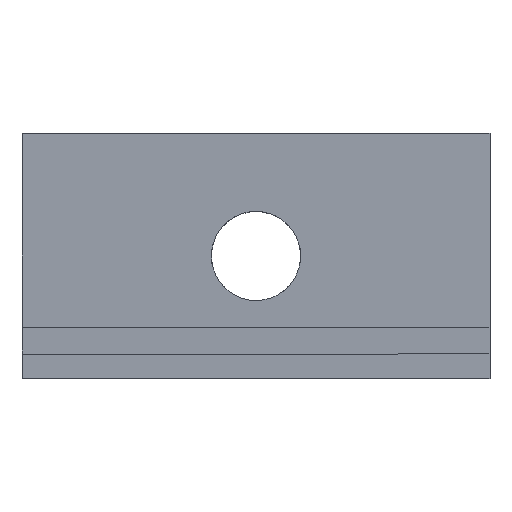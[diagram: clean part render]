
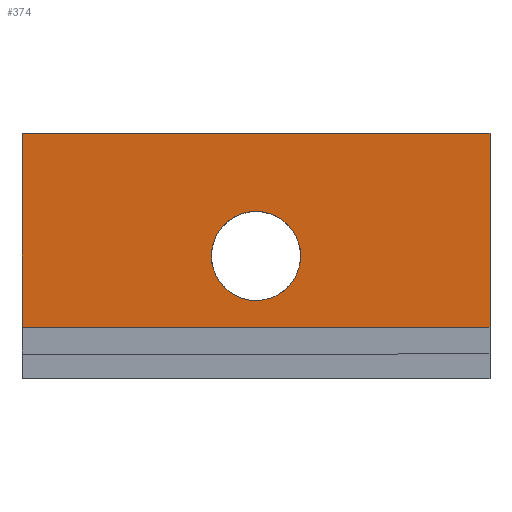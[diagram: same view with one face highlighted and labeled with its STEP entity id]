
A CAD part, top view. The second image highlights one B-rep face of the part: STEP entity #374.
In plain terms, the highlighted planar face has unit normal (-0.104, 0, 0.995).
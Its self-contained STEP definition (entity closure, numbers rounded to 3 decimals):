
#103=CARTESIAN_POINT('Vertex',(0.,27.5,7.964)) ;
#106=CARTESIAN_POINT('Line Origine',(52.5,27.5,13.482)) ;
#110=CARTESIAN_POINT('Vertex',(105.,27.5,19.)) ;
#141=CARTESIAN_POINT('Vertex',(105.,-16.,19.)) ;
#170=CARTESIAN_POINT('Line Origine',(105.,5.75,19.)) ;
#186=CARTESIAN_POINT('Axis2P3D Location',(105.,0.,19.)) ;
#233=CARTESIAN_POINT('Vertex',(0.,-16.,7.964)) ;
#236=CARTESIAN_POINT('Line Origine',(0.,5.75,7.964)) ;
#296=CARTESIAN_POINT('Line Origine',(52.5,-16.,13.482)) ;
#315=CARTESIAN_POINT('Control Point',(62.5,0.,14.533)) ;
#316=CARTESIAN_POINT('Control Point',(62.5,1.03,14.533)) ;
#317=CARTESIAN_POINT('Control Point',(62.367,2.06,14.519)) ;
#318=CARTESIAN_POINT('Control Point',(62.102,3.068,14.491)) ;
#319=CARTESIAN_POINT('Control Point',(61.317,4.994,14.409)) ;
#320=CARTESIAN_POINT('Control Point',(60.071,6.656,14.278)) ;
#321=CARTESIAN_POINT('Control Point',(59.342,7.403,14.201)) ;
#322=CARTESIAN_POINT('Control Point',(57.706,8.693,14.029)) ;
#323=CARTESIAN_POINT('Control Point',(55.799,9.526,13.829)) ;
#324=CARTESIAN_POINT('Control Point',(54.794,9.816,13.723)) ;
#325=CARTESIAN_POINT('Control Point',(52.732,10.131,13.506)) ;
#326=CARTESIAN_POINT('Control Point',(50.658,9.911,13.288)) ;
#327=CARTESIAN_POINT('Control Point',(49.64,9.667,13.181)) ;
#328=CARTESIAN_POINT('Control Point',(47.693,8.921,12.977)) ;
#329=CARTESIAN_POINT('Control Point',(45.997,7.703,12.799)) ;
#330=CARTESIAN_POINT('Control Point',(45.234,6.988,12.718)) ;
#331=CARTESIAN_POINT('Control Point',(44.044,5.54,12.593)) ;
#332=CARTESIAN_POINT('Control Point',(43.22,3.861,12.507)) ;
#333=CARTESIAN_POINT('Control Point',(42.932,3.081,12.476)) ;
#334=CARTESIAN_POINT('Control Point',(42.655,1.991,12.447)) ;
#335=CARTESIAN_POINT('Control Point',(42.532,0.879,12.434)) ;
#336=CARTESIAN_POINT('Control Point',(42.511,0.586,12.432)) ;
#337=CARTESIAN_POINT('Control Point',(42.5,0.293,12.431)) ;
#338=CARTESIAN_POINT('Control Point',(42.5,0.,12.431)) ;
#339=CARTESIAN_POINT('Vertex',(62.5,0.,14.533)) ;
#341=CARTESIAN_POINT('Vertex',(42.5,0.,12.431)) ;
#345=CARTESIAN_POINT('Control Point',(42.5,0.,12.431)) ;
#346=CARTESIAN_POINT('Control Point',(42.5,-1.03,12.431)) ;
#347=CARTESIAN_POINT('Control Point',(42.633,-2.06,12.445)) ;
#348=CARTESIAN_POINT('Control Point',(42.898,-3.068,12.473)) ;
#349=CARTESIAN_POINT('Control Point',(43.683,-4.994,12.555)) ;
#350=CARTESIAN_POINT('Control Point',(44.929,-6.656,12.686)) ;
#351=CARTESIAN_POINT('Control Point',(45.658,-7.403,12.763)) ;
#352=CARTESIAN_POINT('Control Point',(47.294,-8.693,12.935)) ;
#353=CARTESIAN_POINT('Control Point',(49.201,-9.526,13.135)) ;
#354=CARTESIAN_POINT('Control Point',(50.206,-9.816,13.241)) ;
#355=CARTESIAN_POINT('Control Point',(52.268,-10.131,13.458)) ;
#356=CARTESIAN_POINT('Control Point',(54.342,-9.911,13.676)) ;
#357=CARTESIAN_POINT('Control Point',(55.36,-9.667,13.783)) ;
#358=CARTESIAN_POINT('Control Point',(57.307,-8.921,13.987)) ;
#359=CARTESIAN_POINT('Control Point',(59.003,-7.703,14.165)) ;
#360=CARTESIAN_POINT('Control Point',(59.766,-6.988,14.246)) ;
#361=CARTESIAN_POINT('Control Point',(60.956,-5.54,14.371)) ;
#362=CARTESIAN_POINT('Control Point',(61.78,-3.861,14.457)) ;
#363=CARTESIAN_POINT('Control Point',(62.068,-3.081,14.488)) ;
#364=CARTESIAN_POINT('Control Point',(62.345,-1.991,14.517)) ;
#365=CARTESIAN_POINT('Control Point',(62.468,-0.879,14.53)) ;
#366=CARTESIAN_POINT('Control Point',(62.489,-0.586,14.532)) ;
#367=CARTESIAN_POINT('Control Point',(62.5,-0.293,14.533)) ;
#368=CARTESIAN_POINT('Control Point',(62.5,0.,14.533)) ;
#107=DIRECTION('Vector Direction',(-0.995,0.,-0.105)) ;
#171=DIRECTION('Vector Direction',(0.,1.,0.)) ;
#187=DIRECTION('Axis2P3D Direction',(0.105,0.,-0.995)) ;
#188=DIRECTION('Axis2P3D XDirection',(-0.995,0.,-0.105)) ;
#237=DIRECTION('Vector Direction',(0.,1.,0.)) ;
#297=DIRECTION('Vector Direction',(-0.995,0.,-0.105)) ;
#189=AXIS2_PLACEMENT_3D('Plane Axis2P3D',#186,#187,#188) ;
#309=ORIENTED_EDGE('',*,*,#300,.F.) ;
#310=ORIENTED_EDGE('',*,*,#174,.T.) ;
#311=ORIENTED_EDGE('',*,*,#112,.F.) ;
#312=ORIENTED_EDGE('',*,*,#240,.F.) ;
#371=ORIENTED_EDGE('',*,*,#343,.F.) ;
#372=ORIENTED_EDGE('',*,*,#369,.F.) ;
#373=FACE_BOUND('',#370,.T.) ;
#108=VECTOR('Line Direction',#107,1.) ;
#172=VECTOR('Line Direction',#171,1.) ;
#238=VECTOR('Line Direction',#237,1.) ;
#298=VECTOR('Line Direction',#297,1.) ;
#374=ADVANCED_FACE('',(#313,#373),#190,.F.) ;
#314=B_SPLINE_CURVE_WITH_KNOTS('',5,(#315,#316,#317,#318,#319,#320,#321,#322,#323,#324,#325,#326,#327,#328,#329,#330,#331,#332,#333,#334,#335,#336,#337,#338),.UNSPECIFIED.,.F.,.U.,(6,3,3,3,3,3,3,6),(0.,7.285,14.598,21.948,29.307,36.64,42.479,44.551),.UNSPECIFIED.) ;
#344=B_SPLINE_CURVE_WITH_KNOTS('',5,(#345,#346,#347,#348,#349,#350,#351,#352,#353,#354,#355,#356,#357,#358,#359,#360,#361,#362,#363,#364,#365,#366,#367,#368),.UNSPECIFIED.,.F.,.U.,(6,3,3,3,3,3,3,6),(0.,7.285,14.598,21.948,29.307,36.64,42.479,44.551),.UNSPECIFIED.) ;
#112=EDGE_CURVE('',#104,#111,#109,.F.) ;
#174=EDGE_CURVE('',#142,#111,#173,.T.) ;
#240=EDGE_CURVE('',#234,#104,#239,.T.) ;
#300=EDGE_CURVE('',#142,#234,#299,.T.) ;
#343=EDGE_CURVE('',#340,#342,#314,.T.) ;
#369=EDGE_CURVE('',#342,#340,#344,.T.) ;
#308=EDGE_LOOP('',(#309,#310,#311,#312)) ;
#370=EDGE_LOOP('',(#371,#372)) ;
#313=FACE_OUTER_BOUND('',#308,.T.) ;
#109=LINE('Line',#106,#108) ;
#173=LINE('Line',#170,#172) ;
#239=LINE('Line',#236,#238) ;
#299=LINE('Line',#296,#298) ;
#190=PLANE('Plane',#189) ;
#104=VERTEX_POINT('',#103) ;
#111=VERTEX_POINT('',#110) ;
#142=VERTEX_POINT('',#141) ;
#234=VERTEX_POINT('',#233) ;
#340=VERTEX_POINT('',#339) ;
#342=VERTEX_POINT('',#341) ;
